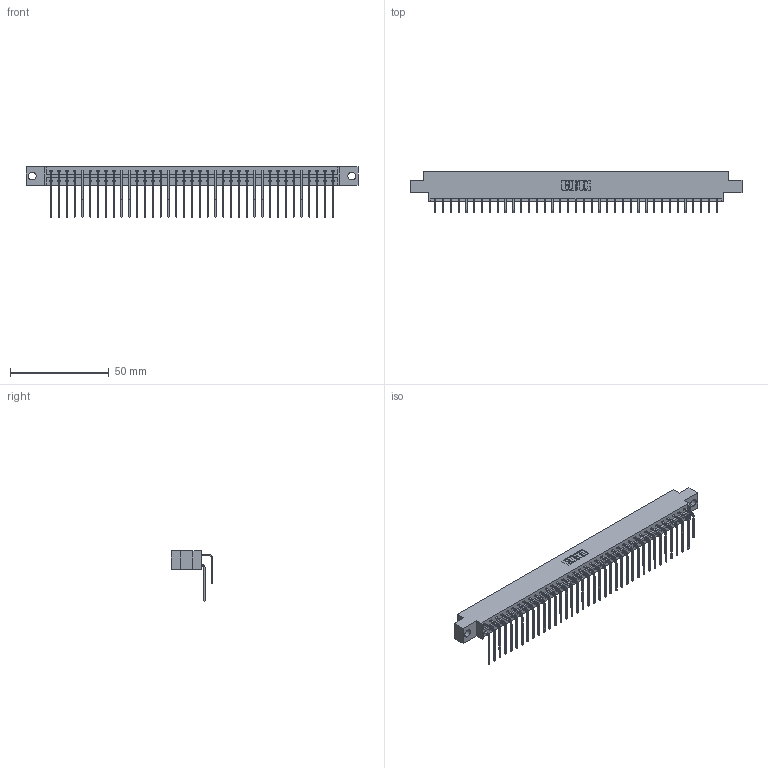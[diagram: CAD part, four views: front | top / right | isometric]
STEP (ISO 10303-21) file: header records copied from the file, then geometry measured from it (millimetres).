
FILE_DESCRIPTION (( 'STEP AP203' ), '1' );
FILE_NAME ('333-074-559-804.STEP', '2018-08-04T22:25:57', ( '' ), ( '' ), 'SwSTEP 2.0', 'SolidWorks 2016', '' );
FILE_SCHEMA (( 'CONFIG_CONTROL_DESIGN' ));
Length unit declared in the file: inch
Products named in the file (4): 333 Part_Offset - .156 Dia - TH; 345-292-001_558 559 Tail - 1; 345-292-001_559 Tail - 2; 333-074-559-804
Assembly tree (75 placements, depth 2):
  333-074-559-804
    333 Part_Offset - .156 Dia - TH
    345-292-001_558 559 Tail - 1  x37
    345-292-001_559 Tail - 2  x37
Bounding box: 168.15 x 20.9 x 25.53 mm (x, y, z)
Volume: 17231.4 mm3; surface area: 22464.7 mm2
Topology: 75 solids, 75 shells, 4114 faces, 12237 edges, 8058 vertices
Faces by surface type: plane 2886, cylinder 1228
Entity records: 26369 total; most frequent: CARTESIAN_POINT 4429, ORIENTED_EDGE 4314, DIRECTION 3773, EDGE_CURVE 2157, VECTOR 1989, LINE 1989, VERTEX_POINT 1434, AXIS2_PLACEMENT_3D 892
